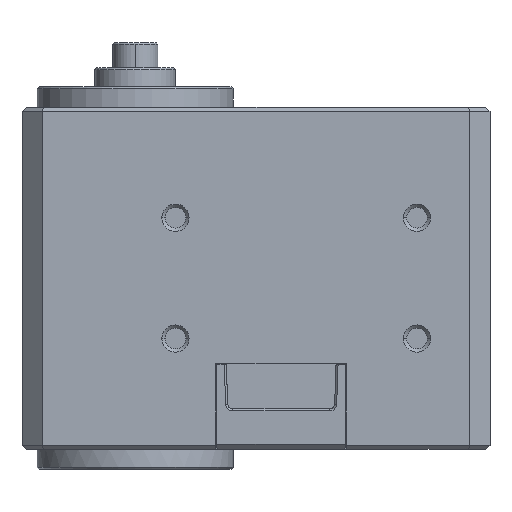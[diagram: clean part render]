
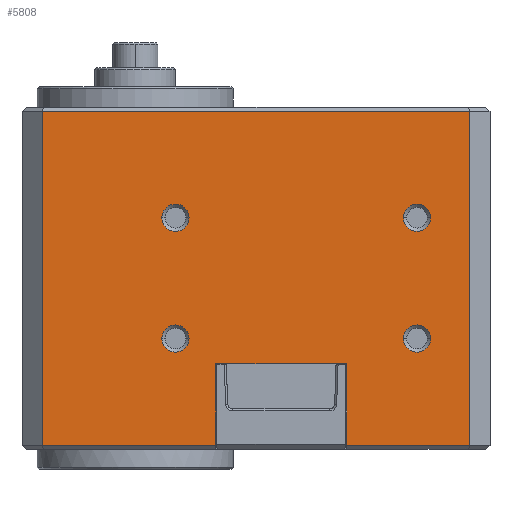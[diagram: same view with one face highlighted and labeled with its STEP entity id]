
A CAD part, left-side view. The second image highlights one B-rep face of the part: STEP entity #5808.
In plain terms, the highlighted planar face has unit normal (-1, 0, 0).
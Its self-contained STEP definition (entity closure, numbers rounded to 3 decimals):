
#582=DIRECTION('',(0.,0.,-1.));
#583=VECTOR('',#582,8.1);
#584=CARTESIAN_POINT('',(-14.25,-21.,-8.5));
#585=LINE('',#584,#583);
#1038=CARTESIAN_POINT('',(-14.25,-4.,-6.));
#1039=DIRECTION('',(1.,0.,0.));
#1040=DIRECTION('',(0.,-1.,0.));
#1041=AXIS2_PLACEMENT_3D('',#1038,#1039,#1040);
#1043=CARTESIAN_POINT('',(-14.25,-4.,-6.));
#1044=DIRECTION('',(1.,0.,0.));
#1045=DIRECTION('',(0.,1.,0.));
#1046=AXIS2_PLACEMENT_3D('',#1043,#1044,#1045);
#1048=CARTESIAN_POINT('',(-14.25,-4.,6.));
#1049=DIRECTION('',(1.,0.,0.));
#1050=DIRECTION('',(0.,-1.,0.));
#1051=AXIS2_PLACEMENT_3D('',#1048,#1049,#1050);
#1053=CARTESIAN_POINT('',(-14.25,-4.,6.));
#1054=DIRECTION('',(1.,0.,0.));
#1055=DIRECTION('',(0.,1.,0.));
#1056=AXIS2_PLACEMENT_3D('',#1053,#1054,#1055);
#1058=CARTESIAN_POINT('',(-14.25,-28.,-6.));
#1059=DIRECTION('',(1.,0.,0.));
#1060=DIRECTION('',(0.,-1.,0.));
#1061=AXIS2_PLACEMENT_3D('',#1058,#1059,#1060);
#1063=CARTESIAN_POINT('',(-14.25,-28.,-6.));
#1064=DIRECTION('',(1.,0.,0.));
#1065=DIRECTION('',(0.,1.,0.));
#1066=AXIS2_PLACEMENT_3D('',#1063,#1064,#1065);
#1068=CARTESIAN_POINT('',(-14.25,-28.,6.));
#1069=DIRECTION('',(1.,0.,0.));
#1070=DIRECTION('',(0.,-1.,0.));
#1071=AXIS2_PLACEMENT_3D('',#1068,#1069,#1070);
#1073=CARTESIAN_POINT('',(-14.25,-28.,6.));
#1074=DIRECTION('',(1.,0.,0.));
#1075=DIRECTION('',(0.,1.,0.));
#1076=AXIS2_PLACEMENT_3D('',#1073,#1074,#1075);
#1078=DIRECTION('',(0.,-1.,0.));
#1079=VECTOR('',#1078,42.5);
#1080=CARTESIAN_POINT('',(-14.25,9.25,16.6));
#1081=LINE('',#1080,#1079);
#1082=DIRECTION('',(0.,0.,-1.));
#1083=VECTOR('',#1082,33.2);
#1084=CARTESIAN_POINT('',(-14.25,-33.25,16.6));
#1085=LINE('',#1084,#1083);
#1086=DIRECTION('',(0.,1.,0.));
#1087=VECTOR('',#1086,12.25);
#1088=CARTESIAN_POINT('',(-14.25,-33.25,-16.6));
#1089=LINE('',#1088,#1087);
#1090=DIRECTION('',(0.,1.,0.));
#1091=VECTOR('',#1090,13.);
#1092=CARTESIAN_POINT('',(-14.25,-21.,-8.5));
#1093=LINE('',#1092,#1091);
#1094=DIRECTION('',(0.,1.,0.));
#1095=VECTOR('',#1094,17.25);
#1096=CARTESIAN_POINT('',(-14.25,-8.,-16.6));
#1097=LINE('',#1096,#1095);
#1098=DIRECTION('',(0.,0.,-1.));
#1099=VECTOR('',#1098,33.2);
#1100=CARTESIAN_POINT('',(-14.25,9.25,16.6));
#1101=LINE('',#1100,#1099);
#1916=DIRECTION('',(0.,0.,1.));
#1917=VECTOR('',#1916,8.1);
#1918=CARTESIAN_POINT('',(-14.25,-8.,-16.6));
#1919=LINE('',#1918,#1917);
#3284=CARTESIAN_POINT('',(-14.25,-21.,-8.5));
#3285=CARTESIAN_POINT('',(-14.25,-8.,-8.5));
#3286=VERTEX_POINT('',#3284);
#3287=VERTEX_POINT('',#3285);
#3456=CARTESIAN_POINT('',(-14.25,-5.35,-6.));
#3457=VERTEX_POINT('',#3456);
#3458=CARTESIAN_POINT('',(-14.25,-2.65,-6.));
#3459=VERTEX_POINT('',#3458);
#3464=CARTESIAN_POINT('',(-14.25,-5.35,6.));
#3465=VERTEX_POINT('',#3464);
#3466=CARTESIAN_POINT('',(-14.25,-2.65,6.));
#3467=VERTEX_POINT('',#3466);
#3472=CARTESIAN_POINT('',(-14.25,-29.35,-6.));
#3473=VERTEX_POINT('',#3472);
#3474=CARTESIAN_POINT('',(-14.25,-26.65,-6.));
#3475=VERTEX_POINT('',#3474);
#3480=CARTESIAN_POINT('',(-14.25,-29.35,6.));
#3481=VERTEX_POINT('',#3480);
#3482=CARTESIAN_POINT('',(-14.25,-26.65,6.));
#3483=VERTEX_POINT('',#3482);
#3740=CARTESIAN_POINT('',(-14.25,-33.25,16.6));
#3741=VERTEX_POINT('',#3740);
#3744=CARTESIAN_POINT('',(-14.25,9.25,16.6));
#3745=VERTEX_POINT('',#3744);
#3748=CARTESIAN_POINT('',(-14.25,-8.,-16.6));
#3750=VERTEX_POINT('',#3748);
#3754=CARTESIAN_POINT('',(-14.25,9.25,-16.6));
#3755=VERTEX_POINT('',#3754);
#3794=CARTESIAN_POINT('',(-14.25,-33.25,-16.6));
#3795=VERTEX_POINT('',#3794);
#3797=CARTESIAN_POINT('',(-14.25,-21.,-16.6));
#3799=VERTEX_POINT('',#3797);
#5764=CARTESIAN_POINT('',(-14.25,11.25,-17.));
#5765=DIRECTION('',(-1.,0.,0.));
#5766=DIRECTION('',(0.,-1.,0.));
#5767=AXIS2_PLACEMENT_3D('',#5764,#5765,#5766);
#5768=PLANE('',#5767);
#5770=ORIENTED_EDGE('',*,*,#5769,.T.);
#5771=ORIENTED_EDGE('',*,*,#5733,.T.);
#5772=ORIENTED_EDGE('',*,*,#5757,.T.);
#5773=ORIENTED_EDGE('',*,*,#5007,.F.);
#5775=ORIENTED_EDGE('',*,*,#5774,.T.);
#5777=ORIENTED_EDGE('',*,*,#5776,.F.);
#5779=ORIENTED_EDGE('',*,*,#5778,.T.);
#5781=ORIENTED_EDGE('',*,*,#5780,.F.);
#5782=EDGE_LOOP('',(#5770,#5771,#5772,#5773,#5775,#5777,#5779,#5781));
#5783=FACE_OUTER_BOUND('',#5782,.F.);
#5785=ORIENTED_EDGE('',*,*,#5784,.F.);
#5787=ORIENTED_EDGE('',*,*,#5786,.F.);
#5788=EDGE_LOOP('',(#5785,#5787));
#5789=FACE_BOUND('',#5788,.F.);
#5791=ORIENTED_EDGE('',*,*,#5790,.F.);
#5793=ORIENTED_EDGE('',*,*,#5792,.F.);
#5794=EDGE_LOOP('',(#5791,#5793));
#5795=FACE_BOUND('',#5794,.F.);
#5797=ORIENTED_EDGE('',*,*,#5796,.F.);
#5799=ORIENTED_EDGE('',*,*,#5798,.F.);
#5800=EDGE_LOOP('',(#5797,#5799));
#5801=FACE_BOUND('',#5800,.F.);
#5803=ORIENTED_EDGE('',*,*,#5802,.F.);
#5805=ORIENTED_EDGE('',*,*,#5804,.F.);
#5806=EDGE_LOOP('',(#5803,#5805));
#5807=FACE_BOUND('',#5806,.F.);
#5808=ADVANCED_FACE('',(#5783,#5789,#5795,#5801,#5807),#5768,.T.);
#1042=CIRCLE('',#1041,1.35);
#1047=CIRCLE('',#1046,1.35);
#1052=CIRCLE('',#1051,1.35);
#1057=CIRCLE('',#1056,1.35);
#1062=CIRCLE('',#1061,1.35);
#1067=CIRCLE('',#1066,1.35);
#1072=CIRCLE('',#1071,1.35);
#1077=CIRCLE('',#1076,1.35);
#5007=EDGE_CURVE('',#3286,#3799,#585,.T.);
#5733=EDGE_CURVE('',#3741,#3795,#1085,.T.);
#5757=EDGE_CURVE('',#3795,#3799,#1089,.T.);
#5769=EDGE_CURVE('',#3745,#3741,#1081,.T.);
#5774=EDGE_CURVE('',#3286,#3287,#1093,.T.);
#5776=EDGE_CURVE('',#3750,#3287,#1919,.T.);
#5778=EDGE_CURVE('',#3750,#3755,#1097,.T.);
#5780=EDGE_CURVE('',#3745,#3755,#1101,.T.);
#5784=EDGE_CURVE('',#3465,#3467,#1052,.T.);
#5786=EDGE_CURVE('',#3467,#3465,#1057,.T.);
#5790=EDGE_CURVE('',#3473,#3475,#1062,.T.);
#5792=EDGE_CURVE('',#3475,#3473,#1067,.T.);
#5796=EDGE_CURVE('',#3481,#3483,#1072,.T.);
#5798=EDGE_CURVE('',#3483,#3481,#1077,.T.);
#5802=EDGE_CURVE('',#3457,#3459,#1042,.T.);
#5804=EDGE_CURVE('',#3459,#3457,#1047,.T.);
